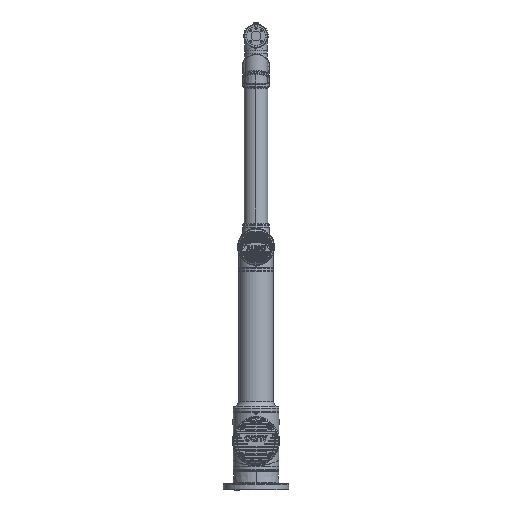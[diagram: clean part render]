
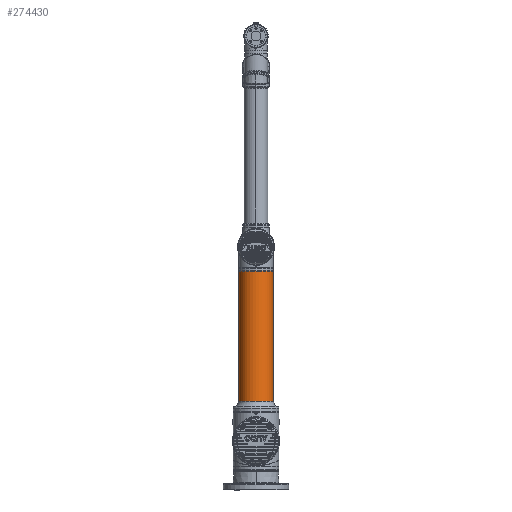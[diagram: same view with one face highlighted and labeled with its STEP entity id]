
A CAD part, left-side view. The second image highlights one B-rep face of the part: STEP entity #274430.
In plain terms, the highlighted cylindrical face has radius 58 mm (diameter 116 mm), a partial arc.
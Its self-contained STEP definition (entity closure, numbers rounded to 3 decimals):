
#1524 = EDGE_CURVE ( 'NONE', #110646, #275157, #131512, .T. ) ;
#22919 = CARTESIAN_POINT ( 'NONE',  ( 58., 0., 498. ) ) ;
#38947 = DIRECTION ( 'NONE',  ( 0., 0., 1. ) ) ;
#44265 = EDGE_CURVE ( 'NONE', #110646, #110955, #167739, .T. ) ;
#45592 = CARTESIAN_POINT ( 'NONE',  ( 58., 0., 18.3 ) ) ;
#53701 = VERTEX_POINT ( 'NONE', #45592 ) ;
#56873 = ORIENTED_EDGE ( 'NONE', *, *, #119658, .T. ) ;
#65612 = CARTESIAN_POINT ( 'NONE',  ( 0., 0., 451.762 ) ) ;
#109659 = CARTESIAN_POINT ( 'NONE',  ( 0., 0., 18.3 ) ) ;
#110505 = AXIS2_PLACEMENT_3D ( 'NONE', #109659, #38947, #178122 ) ;
#110646 = VERTEX_POINT ( 'NONE', #124416 ) ;
#110955 = VERTEX_POINT ( 'NONE', #142594 ) ;
#119658 = EDGE_CURVE ( 'NONE', #275157, #53701, #180064, .T. ) ;
#122183 = EDGE_LOOP ( 'NONE', ( #275580, #250863, #276338, #56873 ) ) ;
#124416 = CARTESIAN_POINT ( 'NONE',  ( -58., 0., 451.762 ) ) ;
#125890 = DIRECTION ( 'NONE',  ( 0., 0., -1. ) ) ;
#131512 = LINE ( 'NONE', #178794, #146164 ) ;
#137162 = DIRECTION ( 'NONE',  ( 1., 0., 0. ) ) ;
#142594 = CARTESIAN_POINT ( 'NONE',  ( 58., 0., 451.762 ) ) ;
#146164 = VECTOR ( 'NONE', #272013, 1000. ) ;
#157695 = DIRECTION ( 'NONE',  ( 0., 0., 1. ) ) ;
#167739 = CIRCLE ( 'NONE', #210868, 58. ) ;
#178122 = DIRECTION ( 'NONE',  ( 1., 0., 0. ) ) ;
#178794 = CARTESIAN_POINT ( 'NONE',  ( -58., 0., 498. ) ) ;
#180064 = CIRCLE ( 'NONE', #110505, 58. ) ;
#189742 = DIRECTION ( 'NONE',  ( 0., 0., -1. ) ) ;
#208838 = FACE_OUTER_BOUND ( 'NONE', #122183, .T. ) ;
#210868 = AXIS2_PLACEMENT_3D ( 'NONE', #65612, #157695, #137162 ) ;
#226839 = EDGE_CURVE ( 'NONE', #110955, #53701, #268173, .T. ) ;
#242581 = VECTOR ( 'NONE', #189742, 1000. ) ;
#243562 = DIRECTION ( 'NONE',  ( -1., 0., 0. ) ) ;
#248537 = AXIS2_PLACEMENT_3D ( 'NONE', #266149, #125890, #243562 ) ;
#250863 = ORIENTED_EDGE ( 'NONE', *, *, #44265, .F. ) ;
#256409 = CYLINDRICAL_SURFACE ( 'NONE', #248537, 58. ) ;
#266149 = CARTESIAN_POINT ( 'NONE',  ( 0., 0., 498. ) ) ;
#268173 = LINE ( 'NONE', #22919, #242581 ) ;
#269820 = CARTESIAN_POINT ( 'NONE',  ( -58., 0., 18.3 ) ) ;
#272013 = DIRECTION ( 'NONE',  ( 0., 0., -1. ) ) ;
#274430 = ADVANCED_FACE ( 'NONE', ( #208838 ), #256409, .T. ) ;
#275157 = VERTEX_POINT ( 'NONE', #269820 ) ;
#275580 = ORIENTED_EDGE ( 'NONE', *, *, #226839, .F. ) ;
#276338 = ORIENTED_EDGE ( 'NONE', *, *, #1524, .T. ) ;
